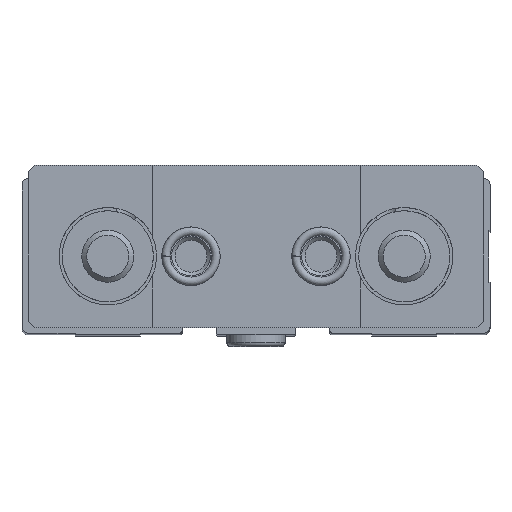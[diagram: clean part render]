
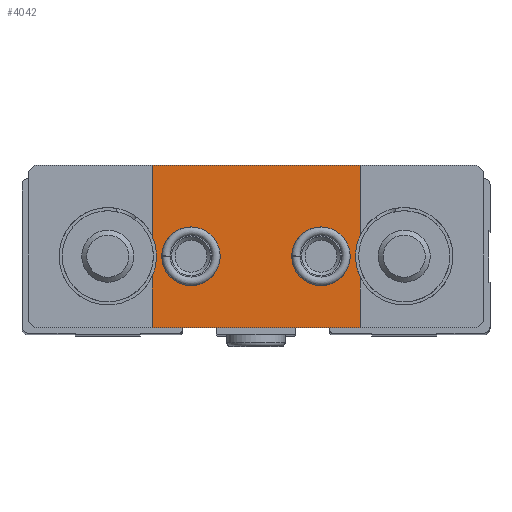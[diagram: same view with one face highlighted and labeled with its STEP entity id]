
A CAD part, top view. The second image highlights one B-rep face of the part: STEP entity #4042.
In plain terms, the highlighted planar face has unit normal (0, 0, 1).
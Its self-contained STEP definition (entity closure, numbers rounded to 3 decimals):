
#439=LINE('',#6770,#705);
#441=LINE('',#6774,#707);
#451=LINE('',#6825,#717);
#453=LINE('',#6829,#719);
#465=LINE('',#6880,#731);
#471=LINE('',#6891,#737);
#705=VECTOR('',#5514,1000.);
#707=VECTOR('',#5518,1000.);
#717=VECTOR('',#5544,1000.);
#719=VECTOR('',#5548,1000.);
#731=VECTOR('',#5574,1000.);
#737=VECTOR('',#5584,1000.);
#1518=ORIENTED_EDGE('',*,*,#2230,.F.);
#1519=ORIENTED_EDGE('',*,*,#2231,.F.);
#1520=ORIENTED_EDGE('',*,*,#2180,.T.);
#1521=ORIENTED_EDGE('',*,*,#2232,.T.);
#1522=ORIENTED_EDGE('',*,*,#2182,.T.);
#1523=ORIENTED_EDGE('',*,*,#2218,.T.);
#1524=ORIENTED_EDGE('',*,*,#2198,.T.);
#1525=ORIENTED_EDGE('',*,*,#2233,.T.);
#1526=ORIENTED_EDGE('',*,*,#2200,.T.);
#1527=ORIENTED_EDGE('',*,*,#2224,.T.);
#2180=EDGE_CURVE('',#2624,#2623,#439,.T.);
#2182=EDGE_CURVE('',#2625,#2626,#441,.T.);
#2198=EDGE_CURVE('',#2641,#2640,#451,.T.);
#2200=EDGE_CURVE('',#2642,#2643,#453,.T.);
#2218=EDGE_CURVE('',#2626,#2641,#465,.T.);
#2224=EDGE_CURVE('',#2643,#2624,#471,.T.);
#2230=EDGE_CURVE('',#2663,#2663,#2902,.T.);
#2231=EDGE_CURVE('',#2664,#2664,#2903,.T.);
#2232=EDGE_CURVE('',#2623,#2625,#2904,.F.);
#2233=EDGE_CURVE('',#2640,#2642,#2905,.F.);
#2623=VERTEX_POINT('',#6769);
#2624=VERTEX_POINT('',#6771);
#2625=VERTEX_POINT('',#6775);
#2626=VERTEX_POINT('',#6776);
#2640=VERTEX_POINT('',#6824);
#2641=VERTEX_POINT('',#6826);
#2642=VERTEX_POINT('',#6830);
#2643=VERTEX_POINT('',#6831);
#2663=VERTEX_POINT('',#6903);
#2664=VERTEX_POINT('',#6905);
#2902=CIRCLE('',#4531,4.5);
#2903=CIRCLE('',#4532,4.5);
#2904=CIRCLE('',#4533,7.5);
#2905=CIRCLE('',#4534,7.5);
#3212=EDGE_LOOP('',(#1518));
#3213=EDGE_LOOP('',(#1519));
#3214=EDGE_LOOP('',(#1520,#1521,#1522,#1523,#1524,#1525,#1526,#1527));
#3614=FACE_BOUND('',#3212,.T.);
#3615=FACE_BOUND('',#3213,.T.);
#3616=FACE_BOUND('',#3214,.T.);
#3825=PLANE('',#4530);
#4042=ADVANCED_FACE('',(#3614,#3615,#3616),#3825,.T.);
#4530=AXIS2_PLACEMENT_3D('',#6901,#5592,#5593);
#4531=AXIS2_PLACEMENT_3D('',#6902,#5594,#5595);
#4532=AXIS2_PLACEMENT_3D('',#6904,#5596,#5597);
#4533=AXIS2_PLACEMENT_3D('',#6906,#5598,#5599);
#4534=AXIS2_PLACEMENT_3D('',#6907,#5600,#5601);
#5514=DIRECTION('',(0.,1.,0.));
#5518=DIRECTION('',(0.,1.,0.));
#5544=DIRECTION('',(0.,-1.,0.));
#5548=DIRECTION('',(0.,-1.,0.));
#5574=DIRECTION('',(-1.,0.,0.));
#5584=DIRECTION('',(1.,0.,0.));
#5592=DIRECTION('',(0.,0.,1.));
#5593=DIRECTION('',(1.,0.,0.));
#5594=DIRECTION('',(0.,0.,1.));
#5595=DIRECTION('',(1.,0.,0.));
#5596=DIRECTION('',(0.,0.,1.));
#5597=DIRECTION('',(1.,0.,0.));
#5598=DIRECTION('',(0.,0.,1.));
#5599=DIRECTION('',(1.,0.,0.));
#5600=DIRECTION('',(0.,0.,1.));
#5601=DIRECTION('',(1.,0.,0.));
#6769=CARTESIAN_POINT('',(16.,-3.164,22.));
#6770=CARTESIAN_POINT('',(16.,0.,22.));
#6771=CARTESIAN_POINT('',(16.,-11.,22.));
#6774=CARTESIAN_POINT('',(16.,0.,22.));
#6775=CARTESIAN_POINT('',(16.,3.164,22.));
#6776=CARTESIAN_POINT('',(16.,14.,22.));
#6824=CARTESIAN_POINT('',(-16.,3.164,22.));
#6825=CARTESIAN_POINT('',(-16.,0.,22.));
#6826=CARTESIAN_POINT('',(-16.,14.,22.));
#6829=CARTESIAN_POINT('',(-16.,0.,22.));
#6830=CARTESIAN_POINT('',(-16.,-3.164,22.));
#6831=CARTESIAN_POINT('',(-16.,-11.,22.));
#6880=CARTESIAN_POINT('',(35.,14.,22.));
#6891=CARTESIAN_POINT('',(-35.,-11.,22.));
#6901=CARTESIAN_POINT('',(0.,0.,22.));
#6902=CARTESIAN_POINT('',(-10.,0.,22.));
#6903=CARTESIAN_POINT('',(-5.5,0.,22.));
#6904=CARTESIAN_POINT('',(10.,0.,22.));
#6905=CARTESIAN_POINT('',(14.5,0.,22.));
#6906=CARTESIAN_POINT('',(22.8,0.,22.));
#6907=CARTESIAN_POINT('',(-22.8,0.,22.));
